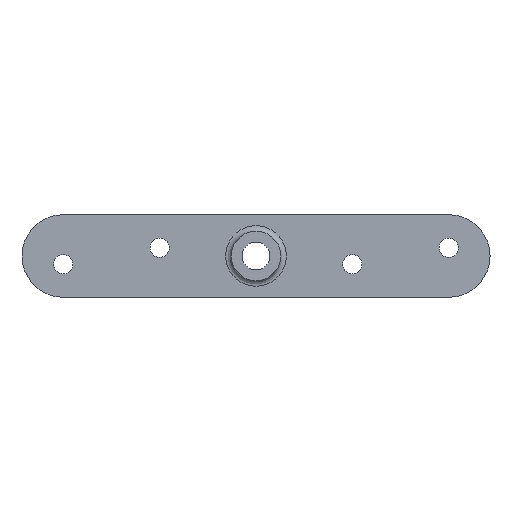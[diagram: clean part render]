
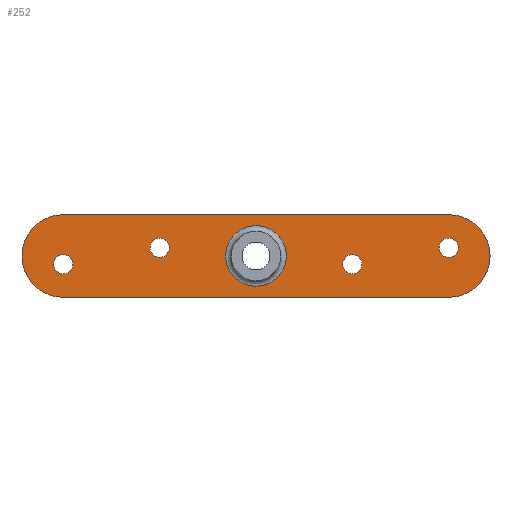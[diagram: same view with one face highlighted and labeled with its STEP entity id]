
A CAD part, top view. The second image highlights one B-rep face of the part: STEP entity #252.
In plain terms, the highlighted planar face has unit normal (0, 0, 1).
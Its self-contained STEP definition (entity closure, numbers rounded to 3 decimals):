
#132=CARTESIAN_POINT('',(-4.914,16.429,4.0));
#133=VERTEX_POINT('',#132);
#134=CARTESIAN_POINT('',(-15.914,16.429,4.0));
#135=DIRECTION('',(0.0,0.0,1.0));
#136=DIRECTION('',(-1.0,0.0,0.0));
#137=AXIS2_PLACEMENT_3D('',#134,#135,#136);
#138=CIRCLE('',#137,11.0);
#139=EDGE_CURVE('',#133,#133,#138,.T.);
#164=CARTESIAN_POINT('',(-15.914,16.429,4.0));
#165=DIRECTION('',(0.0,0.0,1.0));
#166=DIRECTION('',(1.0,0.0,0.0));
#167=AXIS2_PLACEMENT_3D('',#164,#165,#166);
#168=PLANE('',#167);
#169=CARTESIAN_POINT('',(54.086,31.429,4.0));
#170=VERTEX_POINT('',#169);
#171=CARTESIAN_POINT('',(54.086,1.429,4.0));
#172=VERTEX_POINT('',#171);
#173=CARTESIAN_POINT('',(54.086,16.429,4.0));
#174=DIRECTION('',(0.0,0.0,-1.0));
#175=DIRECTION('',(0.0,1.0,0.0));
#176=AXIS2_PLACEMENT_3D('',#173,#174,#175);
#177=CIRCLE('',#176,15.0);
#178=EDGE_CURVE('',#170,#172,#177,.T.);
#179=ORIENTED_EDGE('',*,*,#178,.F.);
#180=CARTESIAN_POINT('',(-85.914,31.429,4.0));
#181=VERTEX_POINT('',#180);
#182=CARTESIAN_POINT('',(-85.914,31.429,4.0));
#183=DIRECTION('',(1.0,0.0,0.0));
#184=VECTOR('',#183,140.);
#185=LINE('',#182,#184);
#186=EDGE_CURVE('',#181,#170,#185,.T.);
#187=ORIENTED_EDGE('',*,*,#186,.F.);
#188=CARTESIAN_POINT('',(-85.914,1.429,4.0));
#189=VERTEX_POINT('',#188);
#190=CARTESIAN_POINT('',(-85.914,16.429,4.0));
#191=DIRECTION('',(0.0,0.0,-1.0));
#192=DIRECTION('',(0.0,-1.0,0.0));
#193=AXIS2_PLACEMENT_3D('',#190,#191,#192);
#194=CIRCLE('',#193,15.0);
#195=EDGE_CURVE('',#189,#181,#194,.T.);
#196=ORIENTED_EDGE('',*,*,#195,.F.);
#197=CARTESIAN_POINT('',(54.086,1.429,4.0));
#198=DIRECTION('',(-1.0,0.0,0.0));
#199=VECTOR('',#198,140.);
#200=LINE('',#197,#199);
#201=EDGE_CURVE('',#172,#189,#200,.T.);
#202=ORIENTED_EDGE('',*,*,#201,.F.);
#203=EDGE_LOOP('',(#179,#187,#196,#202));
#204=FACE_OUTER_BOUND('',#203,.T.);
#205=CARTESIAN_POINT('',(57.586,19.429,4.0));
#206=VERTEX_POINT('',#205);
#207=CARTESIAN_POINT('',(54.086,19.429,4.));
#208=DIRECTION('',(0.0,0.0,-1.0));
#209=DIRECTION('',(1.0,0.0,0.0));
#210=AXIS2_PLACEMENT_3D('',#207,#208,#209);
#211=CIRCLE('',#210,3.5);
#212=EDGE_CURVE('',#206,#206,#211,.T.);
#213=ORIENTED_EDGE('',*,*,#212,.T.);
#214=EDGE_LOOP('',(#213));
#215=FACE_BOUND('',#214,.T.);
#216=CARTESIAN_POINT('',(-47.414,19.429,4.0));
#217=VERTEX_POINT('',#216);
#218=CARTESIAN_POINT('',(-50.914,19.429,4.));
#219=DIRECTION('',(0.0,0.0,-1.0));
#220=DIRECTION('',(1.0,0.0,0.0));
#221=AXIS2_PLACEMENT_3D('',#218,#219,#220);
#222=CIRCLE('',#221,3.5);
#223=EDGE_CURVE('',#217,#217,#222,.T.);
#224=ORIENTED_EDGE('',*,*,#223,.T.);
#225=EDGE_LOOP('',(#224));
#226=FACE_BOUND('',#225,.T.);
#227=CARTESIAN_POINT('',(-82.414,13.429,4.0));
#228=VERTEX_POINT('',#227);
#229=CARTESIAN_POINT('',(-85.914,13.429,4.));
#230=DIRECTION('',(0.0,0.0,-1.0));
#231=DIRECTION('',(1.0,0.0,0.0));
#232=AXIS2_PLACEMENT_3D('',#229,#230,#231);
#233=CIRCLE('',#232,3.5);
#234=EDGE_CURVE('',#228,#228,#233,.T.);
#235=ORIENTED_EDGE('',*,*,#234,.T.);
#236=EDGE_LOOP('',(#235));
#237=FACE_BOUND('',#236,.T.);
#238=CARTESIAN_POINT('',(22.586,13.429,4.0));
#239=VERTEX_POINT('',#238);
#240=CARTESIAN_POINT('',(19.086,13.429,4.));
#241=DIRECTION('',(0.0,0.0,-1.0));
#242=DIRECTION('',(1.0,0.0,0.0));
#243=AXIS2_PLACEMENT_3D('',#240,#241,#242);
#244=CIRCLE('',#243,3.5);
#245=EDGE_CURVE('',#239,#239,#244,.T.);
#246=ORIENTED_EDGE('',*,*,#245,.T.);
#247=EDGE_LOOP('',(#246));
#248=FACE_BOUND('',#247,.T.);
#249=ORIENTED_EDGE('',*,*,#139,.F.);
#250=EDGE_LOOP('',(#249));
#251=FACE_BOUND('',#250,.T.);
#252=ADVANCED_FACE('',(#204,#215,#226,#237,#248,#251),#168,.T.);
